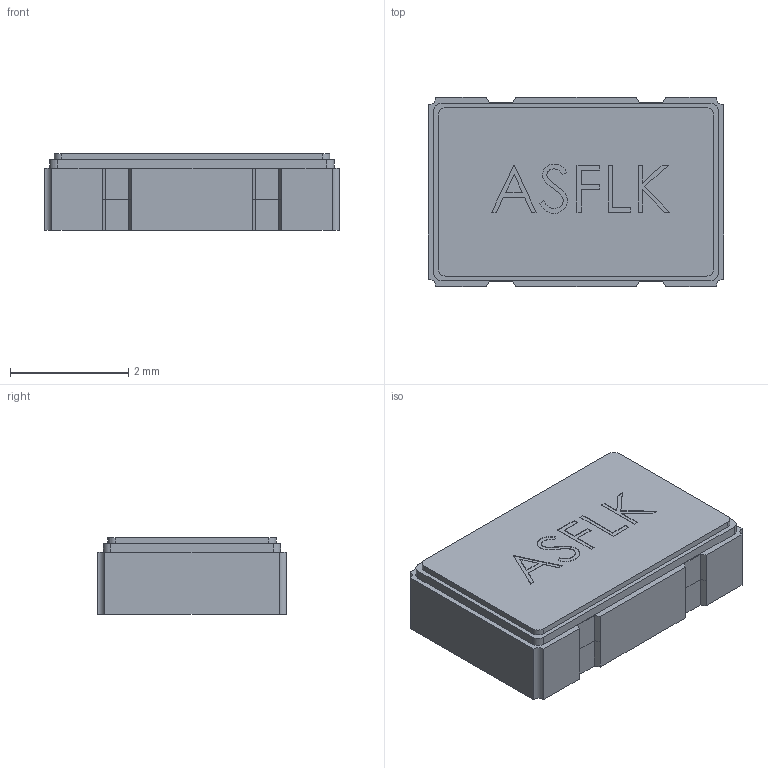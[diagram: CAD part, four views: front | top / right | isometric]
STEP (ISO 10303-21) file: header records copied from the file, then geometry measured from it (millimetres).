
FILE_DESCRIPTION (( 'STEP AP214' ), '1' );
FILE_NAME ('ASFLK.STEP', '2013-08-06T06:52:35', ( '' ), ( '' ), 'SwSTEP 2.0', 'SolidWorks 2012', '' );
FILE_SCHEMA (( 'AUTOMOTIVE_DESIGN' ));
Length unit declared in the file: millimetre
Products named in the file (1): ASFLK
Bounding box: 5 x 3.2 x 1.3 mm (x, y, z)
Volume: 20.1 mm3; surface area: 53 mm2
Topology: 1 solids, 1 shells, 121 faces, 334 edges, 223 vertices
Faces by surface type: plane 94, bspline 15, cylinder 12
Entity records: 5803 total; most frequent: CARTESIAN_POINT 1422, ORIENTED_EDGE 668, DIRECTION 542, EDGE_CURVE 334, LINE 280, VECTOR 280, VERTEX_POINT 223, AXIS2_PLACEMENT_3D 131
